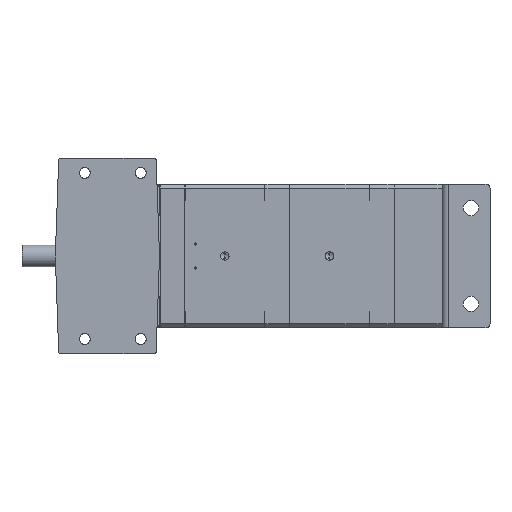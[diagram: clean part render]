
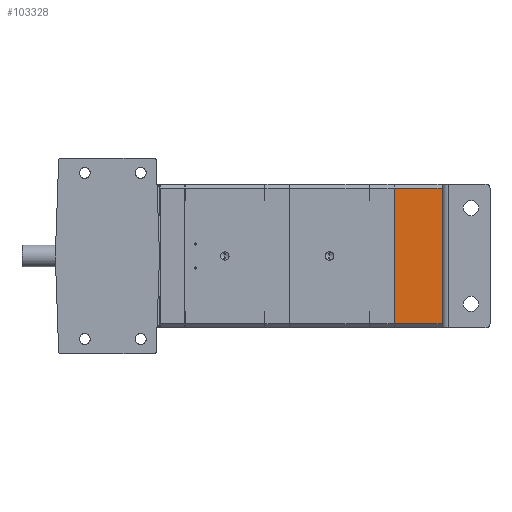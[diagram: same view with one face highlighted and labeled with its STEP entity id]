
A CAD part, front view. The second image highlights one B-rep face of the part: STEP entity #103328.
In plain terms, the highlighted planar face has unit normal (0, -1, 0).
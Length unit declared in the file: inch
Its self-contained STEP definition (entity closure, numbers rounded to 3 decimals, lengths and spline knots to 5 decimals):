
#1703 = ORIENTED_EDGE ( 'NONE', *, *, #114537, .F. ) ;
#2477 = ORIENTED_EDGE ( 'NONE', *, *, #90520, .F. ) ;
#5178 = VERTEX_POINT ( 'NONE', #6489 ) ;
#5286 = CARTESIAN_POINT ( 'NONE',  ( 14.6665, -6., 3.47948 ) ) ;
#6489 = CARTESIAN_POINT ( 'NONE',  ( 14.6535, -6., 3.47948 ) ) ;
#9354 = LINE ( 'NONE', #124533, #93157 ) ;
#11481 = DIRECTION ( 'NONE',  ( 0., 0., 1. ) ) ;
#14032 = EDGE_CURVE ( 'Defeatured_0_629+Defeatured_0_620+Defeatured_0_0+Defeatured_0_619', #132802, #90080, #108479, .T. ) ;
#15424 = DIRECTION ( 'NONE',  ( 0., 0., 1. ) ) ;
#17469 = VERTEX_POINT ( 'NONE', #129717 ) ;
#23116 = VECTOR ( 'NONE', #131368, 39.37008 ) ;
#24191 = CARTESIAN_POINT ( 'NONE',  ( 14.6535, -6., -3.47948 ) ) ;
#27786 = EDGE_CURVE ( 'Defeatured_0_622+Defeatured_0_629+Defeatured_0_621+Defeatured_0_624', #71495, #17469, #131245, .T. ) ;
#28477 = VERTEX_POINT ( 'NONE', #24191 ) ;
#28977 = DIRECTION ( 'NONE',  ( -1., 0., 0. ) ) ;
#32827 = ORIENTED_EDGE ( 'NONE', *, *, #85886, .F. ) ;
#32851 = VERTEX_POINT ( 'NONE', #35869 ) ;
#34410 = CARTESIAN_POINT ( 'NONE',  ( 17.7415, -6., -4.25 ) ) ;
#35869 = CARTESIAN_POINT ( 'NONE',  ( 17.6515, -6., -4.25 ) ) ;
#38501 = EDGE_CURVE ( 'Defeatured_0_630+Defeatured_0_629+Defeatured_0_624+Defeatured_0_628', #28477, #5178, #78337, .T. ) ;
#42581 = DIRECTION ( 'NONE',  ( 0., 0., 1. ) ) ;
#50298 = VECTOR ( 'NONE', #28977, 39.37008 ) ;
#50436 = CARTESIAN_POINT ( 'NONE',  ( 17.6515, -6., 4.25 ) ) ;
#52460 = VECTOR ( 'NONE', #93064, 39.37008 ) ;
#62411 = EDGE_CURVE ( 'Defeatured_0_629+Defeatured_0_621+Defeatured_0_622+Defeatured_0_0', #71495, #32851, #69476, .T. ) ;
#69476 = LINE ( 'NONE', #34410, #86610 ) ;
#69629 = AXIS2_PLACEMENT_3D ( 'NONE', #103676, #86824, #42581 ) ;
#70419 = CARTESIAN_POINT ( 'NONE',  ( 17.6515, -6., -4.25 ) ) ;
#71495 = VERTEX_POINT ( 'NONE', #80360 ) ;
#77997 = VECTOR ( 'NONE', #92416, 39.37008 ) ;
#78337 = LINE ( 'NONE', #98006, #109182 ) ;
#80360 = CARTESIAN_POINT ( 'NONE',  ( 14.6665, -6., -4.25 ) ) ;
#81198 = CARTESIAN_POINT ( 'NONE',  ( 14.6665, -6., 4.25 ) ) ;
#81923 = VERTEX_POINT ( 'NONE', #5286 ) ;
#85886 = EDGE_CURVE ( 'Defeatured_0_624+Defeatured_0_629+Defeatured_0_622+Defeatured_0_630', #17469, #28477, #103593, .T. ) ;
#86610 = VECTOR ( 'NONE', #89424, 39.37008 ) ;
#86824 = DIRECTION ( 'NONE',  ( 0., 1., 0. ) ) ;
#89424 = DIRECTION ( 'NONE',  ( 1., 0., 0. ) ) ;
#89824 = ORIENTED_EDGE ( 'NONE', *, *, #14032, .T. ) ;
#90080 = VERTEX_POINT ( 'NONE', #81198 ) ;
#90520 = EDGE_CURVE ( 'Defeatured_0_628+Defeatured_0_629+Defeatured_0_630+Defeatured_0_619', #5178, #81923, #140904, .T. ) ;
#91322 = ORIENTED_EDGE ( 'NONE', *, *, #108904, .F. ) ;
#92416 = DIRECTION ( 'NONE',  ( 0., 0., -1. ) ) ;
#93064 = DIRECTION ( 'NONE',  ( 0., 0., 1. ) ) ;
#93157 = VECTOR ( 'NONE', #15424, 39.37008 ) ;
#98006 = CARTESIAN_POINT ( 'NONE',  ( 14.6535, -6., 4.54 ) ) ;
#100904 = ORIENTED_EDGE ( 'NONE', *, *, #62411, .T. ) ;
#103328 = ADVANCED_FACE ( 'Defeatured_0_629', ( #122166 ), #114960, .F. ) ;
#103593 = LINE ( 'NONE', #110827, #23116 ) ;
#103676 = CARTESIAN_POINT ( 'NONE',  ( 17.7415, -6., 4.54 ) ) ;
#106739 = VECTOR ( 'NONE', #127963, 39.37008 ) ;
#108479 = LINE ( 'NONE', #116127, #50298 ) ;
#108904 = EDGE_CURVE ( 'Defeatured_0_619+Defeatured_0_629+Defeatured_0_628+Defeatured_0_620', #81923, #90080, #9354, .T. ) ;
#109182 = VECTOR ( 'NONE', #11481, 39.37008 ) ;
#110827 = CARTESIAN_POINT ( 'NONE',  ( 14.6665, -6., -3.47948 ) ) ;
#114537 = EDGE_CURVE ( 'Defeatured_0_0+Defeatured_0_629+Defeatured_0_620+Defeatured_0_621', #132802, #32851, #122493, .T. ) ;
#114960 = PLANE ( 'NONE',  #69629 ) ;
#116127 = CARTESIAN_POINT ( 'NONE',  ( 14.6515, -6., 4.25 ) ) ;
#116954 = CARTESIAN_POINT ( 'NONE',  ( 14.6665, -6., 3.47948 ) ) ;
#122166 = FACE_OUTER_BOUND ( 'NONE', #136021, .T. ) ;
#122493 = LINE ( 'NONE', #70419, #77997 ) ;
#124250 = CARTESIAN_POINT ( 'NONE',  ( 14.6665, -6., 4.54 ) ) ;
#124533 = CARTESIAN_POINT ( 'NONE',  ( 14.6665, -6., 4.54 ) ) ;
#127963 = DIRECTION ( 'NONE',  ( 1., 0., 0. ) ) ;
#129039 = ORIENTED_EDGE ( 'NONE', *, *, #38501, .F. ) ;
#129717 = CARTESIAN_POINT ( 'NONE',  ( 14.6665, -6., -3.47948 ) ) ;
#131245 = LINE ( 'NONE', #124250, #52460 ) ;
#131368 = DIRECTION ( 'NONE',  ( -1., 0., 0. ) ) ;
#132802 = VERTEX_POINT ( 'NONE', #50436 ) ;
#136021 = EDGE_LOOP ( 'NONE', ( #129039, #32827, #139459, #100904, #1703, #89824, #91322, #2477 ) ) ;
#139459 = ORIENTED_EDGE ( 'NONE', *, *, #27786, .F. ) ;
#140904 = LINE ( 'NONE', #116954, #106739 ) ;
